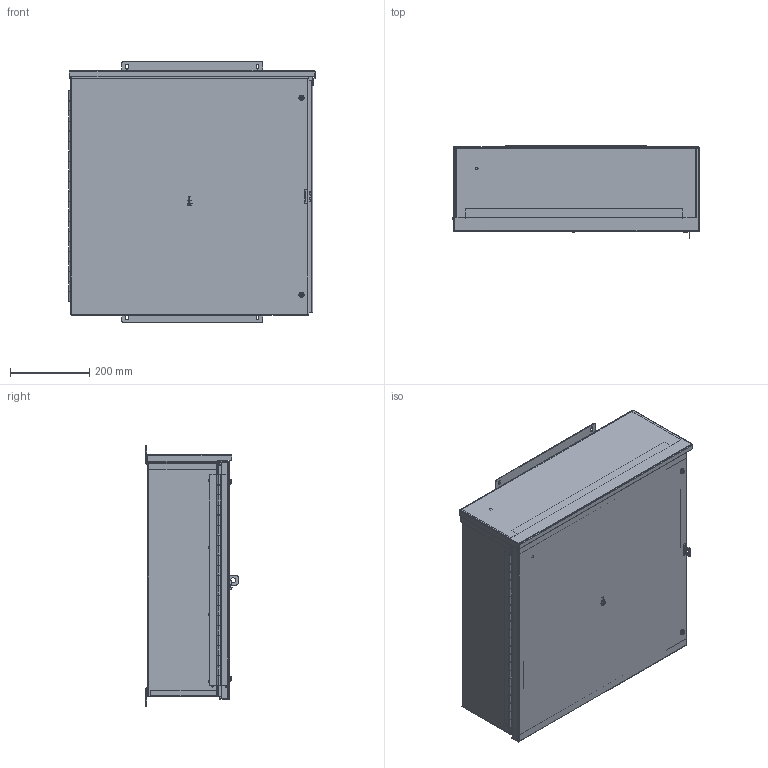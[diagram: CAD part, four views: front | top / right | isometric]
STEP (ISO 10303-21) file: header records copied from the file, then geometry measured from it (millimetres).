
FILE_DESCRIPTION (( 'STEP AP203' ), '1' );
FILE_NAME ('C3R24248HCR_Default.step', '2019-11-12T22:53:54', ( '' ), ( '' ), 'SwSTEP 2.0', 'SolidWorks 2019', '' );
FILE_SCHEMA (( 'CONFIG_CONTROL_DESIGN' ));
Length unit declared in the file: inch
Products named in the file (1): C3R24248HCR_Default
Bounding box: 624.12 x 233.61 x 660.4 mm (x, y, z)
Volume: 2974367.4 mm3; surface area: 3164901.6 mm2
Topology: 33 solids, 33 shells, 888 faces, 2270 edges, 1480 vertices
Faces by surface type: plane 499, cylinder 335, bspline 38, cone 16
Entity records: 27533 total; most frequent: CARTESIAN_POINT 5479, DIRECTION 4600, ORIENTED_EDGE 4540, EDGE_CURVE 2270, AXIS2_PLACEMENT_3D 1561, VERTEX_POINT 1480, LINE 1478, VECTOR 1478
